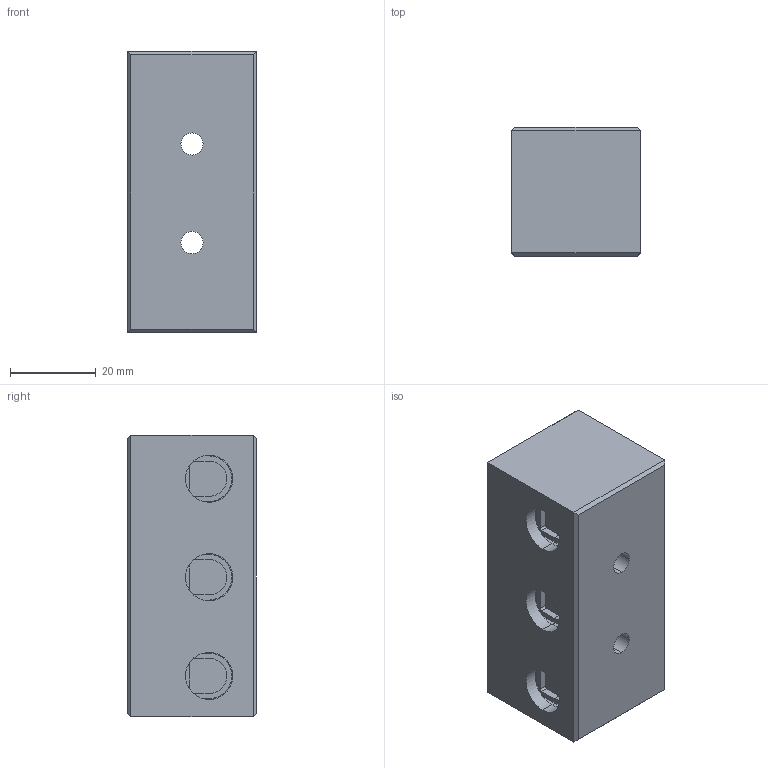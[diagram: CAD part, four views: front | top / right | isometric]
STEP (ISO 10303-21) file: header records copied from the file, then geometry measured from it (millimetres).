
FILE_DESCRIPTION (( 'STEP AP203' ), '1' );
FILE_NAME ('No 5 3 lü Steatit Klemens.STEP', '2020-08-21T12:55:56', ( '' ), ( '' ), 'SwSTEP 2.0', 'SolidWorks 2011', '' );
FILE_SCHEMA (( 'CONFIG_CONTROL_DESIGN' ));
Length unit declared in the file: millimetre
Products named in the file (1): No 5 3 lü Steatit Klemens
Bounding box: 30 x 30 x 65.6 mm (x, y, z)
Volume: 49974.6 mm3; surface area: 15220.9 mm2
Topology: 1 solids, 1 shells, 321 faces, 850 edges, 560 vertices
Faces by surface type: plane 193, cylinder 116, cone 12
Entity records: 10129 total; most frequent: CARTESIAN_POINT 1804, DIRECTION 1762, ORIENTED_EDGE 1700, EDGE_CURVE 850, AXIS2_PLACEMENT_3D 614, VERTEX_POINT 560, LINE 534, VECTOR 534
